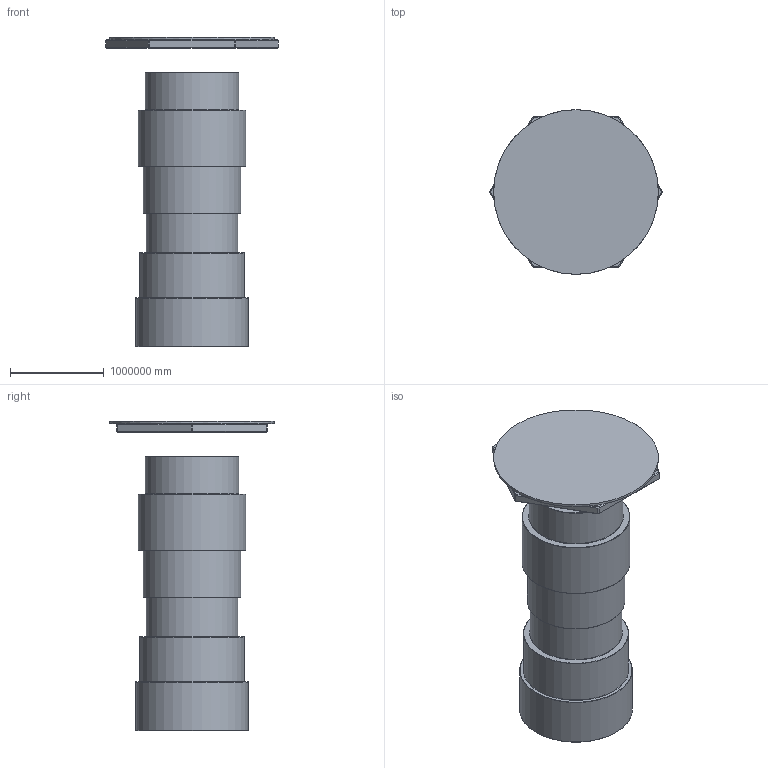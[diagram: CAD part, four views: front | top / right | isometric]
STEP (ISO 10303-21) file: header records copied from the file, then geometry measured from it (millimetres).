
FILE_DESCRIPTION(('FreeCAD Model'),'2;1');
FILE_NAME('Open CASCADE Shape Model','2025-11-04T16:06:30',('Author'),( ''),'Open CASCADE STEP processor 7.8','FreeCAD','Unknown');
FILE_SCHEMA(('AUTOMOTIVE_DESIGN { 1 0 10303 214 1 1 1 1 }'));
Length unit declared in the file: metre
Products named in the file (2): Body; TPS
Bounding box: 1837520.86 x 1755144.82 x 3295000 mm (x, y, z)
Volume: 2999353273581022720 mm3; surface area: 18323391684737.5 mm2
Topology: 2 solids, 2 shells, 76 faces, 153 edges, 86 vertices
Faces by surface type: plane 57, torus 12, cylinder 7
Full cylindrical faces by diameter (mm): 980000 x1, 1000000 x1, 1040000 x1, 1120000 x1, 1150000 x1, 1200000 x1, 1755144.818 x1
Entity records: 3928 total; most frequent: CARTESIAN_POINT 646, DIRECTION 639, LINE 359, VECTOR 359, ORIENTED_EDGE 306, PCURVE 306, DEFINITIONAL_REPRESENTATION 306, EDGE_CURVE 153
